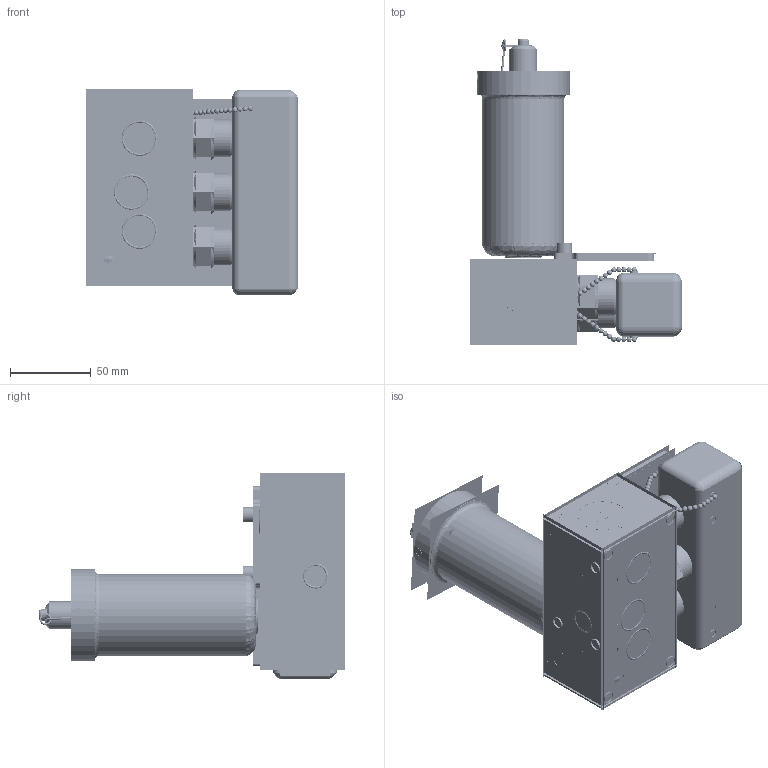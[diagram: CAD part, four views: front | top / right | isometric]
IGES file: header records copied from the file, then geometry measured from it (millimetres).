
Start section:  PTC IGES file: ilc56000530.igs
Global section: file name: ilc56000530.igs; native system: Creo Parametric by Parametric Technology Corporation; preprocessor: 2013320; author: npeters; organization: Unknown; date: 20200416.113419; units: inch
Bounding box: 131.09 x 189.29 x 127.85 mm (x, y, z)
Surface area: 306093.3 mm2 (no closed solid volume)
Topology: 0 solids, 0 shells, 3453 faces, 41848 edges, 50580 vertices
Faces by surface type: bspline 1964, revolution 1489
